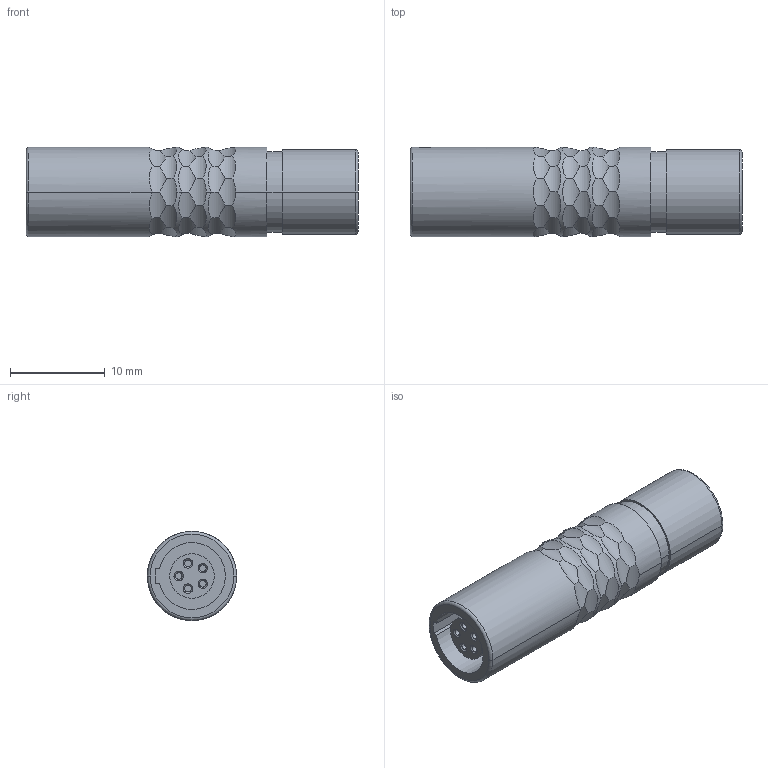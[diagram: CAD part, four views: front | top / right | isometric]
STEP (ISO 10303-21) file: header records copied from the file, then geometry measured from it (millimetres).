
FILE_DESCRIPTION((''),'2;1');
FILE_NAME('K10L0C-P05L','2013-11-12T',('RTrager'),(''),'PRO/ENGINEER BY PARAMETRIC TECHNOLOGY CORPORATION, 2013050','PRO/ENGINEER BY PARAMETRIC TECHNOLOGY CORPORATION, 2013050','');
FILE_SCHEMA(('CONFIG_CONTROL_DESIGN'));
Length unit declared in the file: millimetre
Products named in the file (1): K10L0C-P05L
Bounding box: 35 x 9.4 x 9.4 mm (x, y, z)
Volume: 1708.9 mm3; surface area: 1958.1 mm2
Topology: 1 solids, 1 shells, 177 faces, 450 edges, 292 vertices
Faces by surface type: cylinder 123, plane 30, cone 10, torus 9, bspline 5
Entity records: 7431 total; most frequent: CARTESIAN_POINT 3442, ORIENTED_EDGE 900, DIRECTION 704, EDGE_CURVE 450, AXIS2_PLACEMENT_3D 299, VERTEX_POINT 292, B_SPLINE_CURVE_WITH_KNOTS 217, EDGE_LOOP 194
